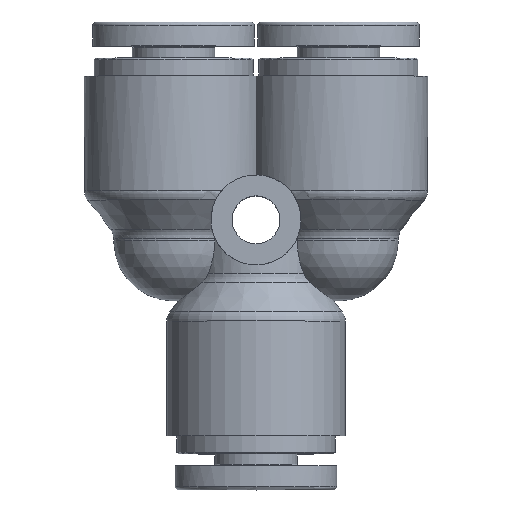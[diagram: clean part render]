
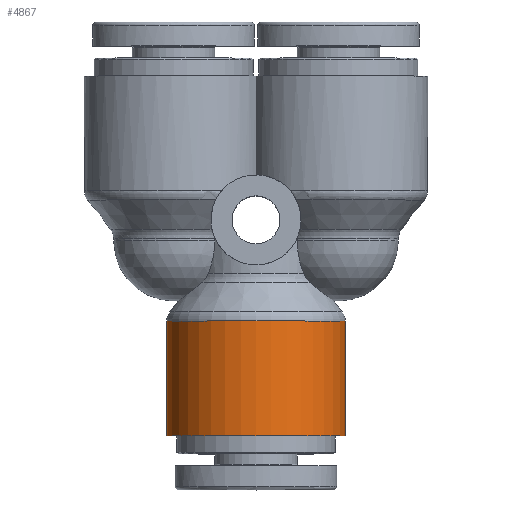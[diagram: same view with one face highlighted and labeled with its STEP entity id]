
A CAD part, top view. The second image highlights one B-rep face of the part: STEP entity #4867.
In plain terms, the highlighted cylindrical face has radius 5.95 mm (diameter 11.9 mm), a full revolution.
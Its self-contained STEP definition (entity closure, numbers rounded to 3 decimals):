
#4810=CARTESIAN_POINT('',(-5.95,-6.844,0.0));
#4811=VERTEX_POINT('',#4810);
#4812=CARTESIAN_POINT('',(0.,-6.844,0.0));
#4813=DIRECTION('',(0.0,1.0,0.0));
#4814=DIRECTION('',(1.0,0.0,0.0));
#4815=AXIS2_PLACEMENT_3D('',#4812,#4813,#4814);
#4816=CIRCLE('',#4815,5.95);
#4817=EDGE_CURVE('',#4811,#4811,#4816,.T.);
#4848=CARTESIAN_POINT('',(0.,-10.5,0.0));
#4849=DIRECTION('',(0.,1.0,0.0));
#4850=DIRECTION('',(-1.0,0.0,0.0));
#4851=AXIS2_PLACEMENT_3D('',#4848,#4849,#4850);
#4852=CYLINDRICAL_SURFACE('',#4851,5.95);
#4853=CARTESIAN_POINT('',(-5.95,-14.5,0.0));
#4854=VERTEX_POINT('',#4853);
#4855=CARTESIAN_POINT('',(0.,-14.5,0.0));
#4856=DIRECTION('',(0.0,1.0,0.0));
#4857=DIRECTION('',(-1.0,0.0,0.0));
#4858=AXIS2_PLACEMENT_3D('',#4855,#4856,#4857);
#4859=CIRCLE('',#4858,5.95);
#4860=EDGE_CURVE('',#4854,#4854,#4859,.T.);
#4861=ORIENTED_EDGE('',*,*,#4860,.T.);
#4862=EDGE_LOOP('',(#4861));
#4863=FACE_OUTER_BOUND('',#4862,.T.);
#4864=ORIENTED_EDGE('',*,*,#4817,.F.);
#4865=EDGE_LOOP('',(#4864));
#4866=FACE_BOUND('',#4865,.T.);
#4867=ADVANCED_FACE('',(#4863,#4866),#4852,.T.);
